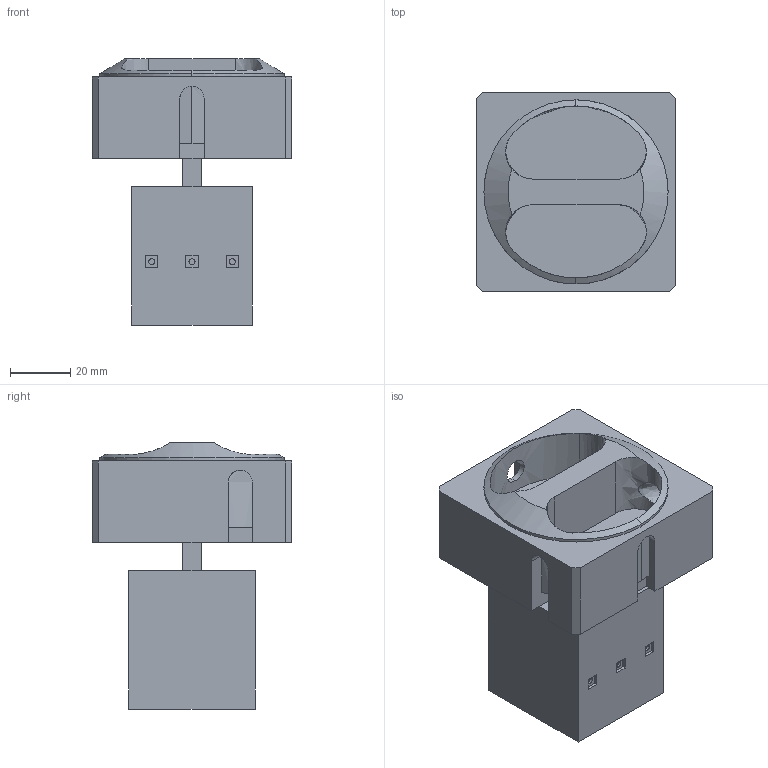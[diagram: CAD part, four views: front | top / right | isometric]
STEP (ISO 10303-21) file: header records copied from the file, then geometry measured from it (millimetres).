
FILE_DESCRIPTION(/* description */ (''),/* implementation_level */ '2;1');
FILE_NAME(/* name */ 'INTERRUPTEUR SECTEUR',/* time_stamp */ '2023-04-18T15:37:53+02:00',/* author */ (''),/* organization */ (''),/* preprocessor_version */ 'ST-DEVELOPER v16.5',/* originating_system */ '',/* authorisation */ '');
FILE_SCHEMA (('CONFIG_CONTROL_DESIGN'));
Length unit declared in the file: millimetre
Products named in the file (1): Document
Bounding box: 66 x 66 x 88.2 mm (x, y, z)
Volume: 166718.7 mm3; surface area: 33739.9 mm2
Topology: 2 solids, 2 shells, 130 faces, 335 edges, 221 vertices
Faces by surface type: bspline 130
Entity records: 9433 total; most frequent: CARTESIAN_POINT 5044, B_SPLINE_CURVE_WITH_KNOTS 885, ORIENTED_EDGE 670, PCURVE 670, DEFINITIONAL_REPRESENTATION 670, SURFACE_CURVE 335, EDGE_CURVE 335, VERTEX_POINT 221
